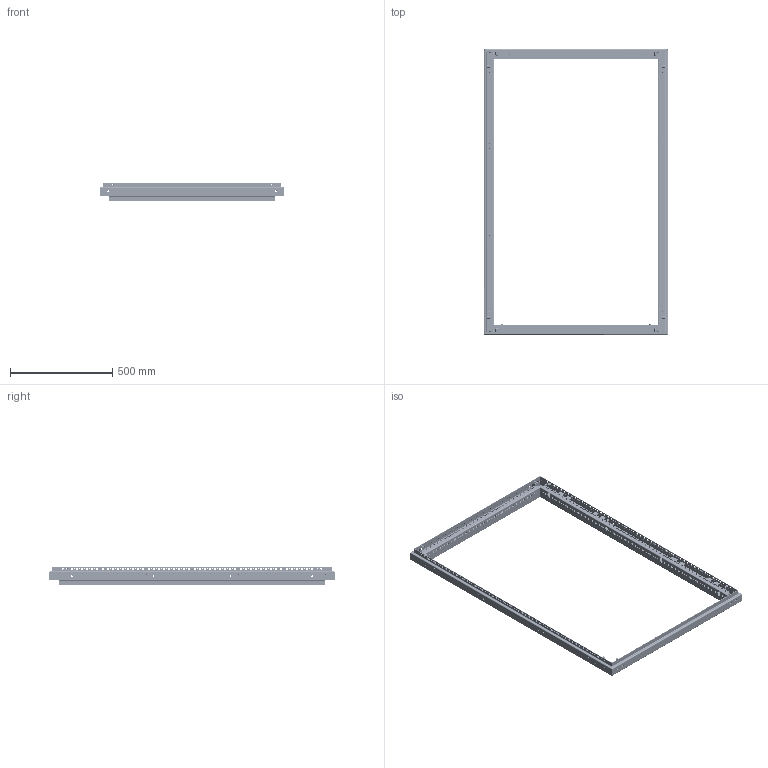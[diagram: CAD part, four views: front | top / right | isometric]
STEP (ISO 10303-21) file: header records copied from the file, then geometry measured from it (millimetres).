
FILE_DESCRIPTION (( 'STEP AP214' ), '1' );
FILE_NAME ('Ñâàðíàÿ ðàìà W900H1400.STEP', '2024-08-14T10:16:54', ( '' ), ( '' ), 'SwSTEP 2.0', 'SolidWorks 2021', '' );
FILE_SCHEMA (( 'AUTOMOTIVE_DESIGN' ));
Length unit declared in the file: millimetre
Products named in the file (11): Ãîðèçîíòàëüíûé ïðîôèëü W900; Ãîðèçîíòàëüíûé ïðîôèëü2 W900; Ñâàðíàÿ ðàìà W900H1400; Çàêëåïêà ðåçüáîâàÿ Ì8 øåñòèãðàííàÿ ñ óìåíüøåííûì áîðòîì; Áîáûøêà; Áîêîâîé ïðîôèëü H1400; Ãîðèçîíòàëüíûé ïðîôèëü1 W900; Çàêëåïêà ðåçüáîâàÿ Ì6 øåñòèãðàííàÿ ñ óìåíüøåííûì áîðòîì; Áîêîâîé ïðîôèëü1 H1400; 600.000; Áîêîâîé ïðîôèëü2 H1400
Assembly tree (46 placements, depth 3):
  Ñâàðíàÿ ðàìà W900H1400
    Ãîðèçîíòàëüíûé ïðîôèëü W900  x2
      Ãîðèçîíòàëüíûé ïðîôèëü1 W900
      Ãîðèçîíòàëüíûé ïðîôèëü2 W900
      600.000
      Áîáûøêà
    Áîêîâîé ïðîôèëü H1400  x2
      Áîêîâîé ïðîôèëü1 H1400
      Áîêîâîé ïðîôèëü2 H1400
    Çàêëåïêà ðåçüáîâàÿ Ì8 øåñòèãðàííàÿ ñ óìåíüøåííûì áîðòîì  x8
    Çàêëåïêà ðåçüáîâàÿ Ì6 øåñòèãðàííàÿ ñ óìåíüøåííûì áîðòîì  x26
Bounding box: 901.2 x 1396 x 89.35 mm (x, y, z)
Volume: 1973791.2 mm3; surface area: 2049870.8 mm2
Topology: 50 solids, 50 shells, 5134 faces, 14480 edges, 9468 vertices
Faces by surface type: plane 2954, cylinder 1830, cone 212, bspline 138
Entity records: 66923 total; most frequent: CARTESIAN_POINT 16193, ORIENTED_EDGE 10530, DIRECTION 9789, EDGE_CURVE 5265, LINE 4073, VECTOR 4073, VERTEX_POINT 3466, AXIS2_PLACEMENT_3D 2858
